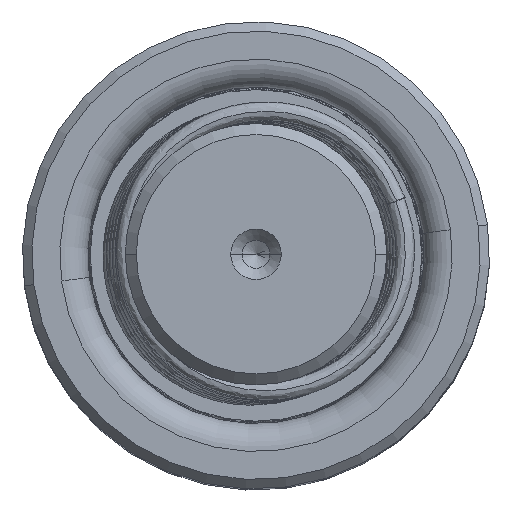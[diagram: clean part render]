
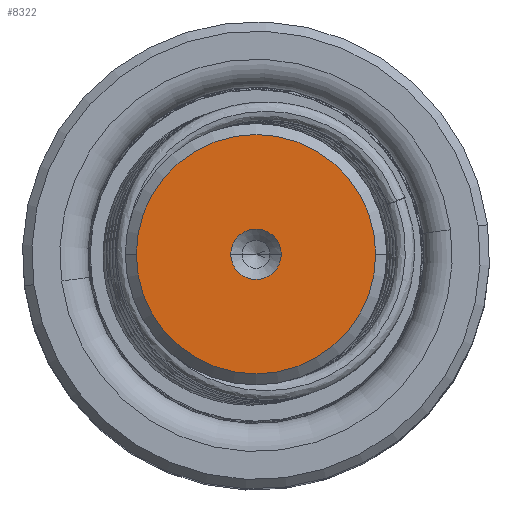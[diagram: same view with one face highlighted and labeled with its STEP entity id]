
A CAD part, top view. The second image highlights one B-rep face of the part: STEP entity #8322.
In plain terms, the highlighted planar face has unit normal (0, 0, 1).
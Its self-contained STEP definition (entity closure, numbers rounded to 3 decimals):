
#2180 = CIRCLE ( 'NONE', #36040, 2.7 ) ;
#2245 = CARTESIAN_POINT ( 'NONE',  ( 0., 0., 150. ) ) ;
#3032 = ORIENTED_EDGE ( 'NONE', *, *, #52763, .F. ) ;
#3037 = DIRECTION ( 'NONE',  ( 1., 0., 0. ) ) ;
#3198 = DIRECTION ( 'NONE',  ( 0., 0., 1. ) ) ;
#4305 = CARTESIAN_POINT ( 'NONE',  ( 0., 0., 150. ) ) ;
#4440 = CARTESIAN_POINT ( 'NONE',  ( 0., 0., 150. ) ) ;
#6868 = DIRECTION ( 'NONE',  ( 0., 0., 1. ) ) ;
#8322 = ADVANCED_FACE ( 'NONE', ( #12963, #16537 ), #8423, .T. ) ;
#8423 = PLANE ( 'NONE',  #32703 ) ;
#8627 = CARTESIAN_POINT ( 'NONE',  ( 0., 0., 150. ) ) ;
#9266 = CIRCLE ( 'NONE', #53882, 12.811 ) ;
#9580 = VERTEX_POINT ( 'NONE', #56539 ) ;
#12963 = FACE_BOUND ( 'NONE', #31727, .T. ) ;
#14577 = CIRCLE ( 'NONE', #39200, 12.811 ) ;
#15040 = VERTEX_POINT ( 'NONE', #36002 ) ;
#16537 = FACE_OUTER_BOUND ( 'NONE', #23698, .T. ) ;
#18115 = DIRECTION ( 'NONE',  ( 1., 0., 0. ) ) ;
#18591 = DIRECTION ( 'NONE',  ( 0., 0., 1. ) ) ;
#22010 = CIRCLE ( 'NONE', #35809, 2.7 ) ;
#22974 = DIRECTION ( 'NONE',  ( 0., 0., 1. ) ) ;
#23698 = EDGE_LOOP ( 'NONE', ( #48156, #25595 ) ) ;
#25351 = DIRECTION ( 'NONE',  ( 1., 0., 0. ) ) ;
#25595 = ORIENTED_EDGE ( 'NONE', *, *, #35730, .T. ) ;
#25742 = CARTESIAN_POINT ( 'NONE',  ( 0., 0., 150. ) ) ;
#26921 = EDGE_CURVE ( 'NONE', #44462, #41660, #2180, .T. ) ;
#29798 = DIRECTION ( 'NONE',  ( 0., 0., 1. ) ) ;
#31727 = EDGE_LOOP ( 'NONE', ( #37851, #3032 ) ) ;
#32697 = DIRECTION ( 'NONE',  ( 1., 0., 0. ) ) ;
#32703 = AXIS2_PLACEMENT_3D ( 'NONE', #8627, #3198, #40032 ) ;
#33072 = EDGE_CURVE ( 'NONE', #9580, #15040, #9266, .T. ) ;
#35730 = EDGE_CURVE ( 'NONE', #15040, #9580, #14577, .T. ) ;
#35809 = AXIS2_PLACEMENT_3D ( 'NONE', #2245, #6868, #3037 ) ;
#36002 = CARTESIAN_POINT ( 'NONE',  ( 12.811, 0., 150. ) ) ;
#36040 = AXIS2_PLACEMENT_3D ( 'NONE', #4305, #18591, #32697 ) ;
#37851 = ORIENTED_EDGE ( 'NONE', *, *, #26921, .F. ) ;
#39200 = AXIS2_PLACEMENT_3D ( 'NONE', #25742, #29798, #25351 ) ;
#40032 = DIRECTION ( 'NONE',  ( 1., 0., 0. ) ) ;
#41660 = VERTEX_POINT ( 'NONE', #47502 ) ;
#44462 = VERTEX_POINT ( 'NONE', #48390 ) ;
#47502 = CARTESIAN_POINT ( 'NONE',  ( -2.7, 0., 150. ) ) ;
#48156 = ORIENTED_EDGE ( 'NONE', *, *, #33072, .T. ) ;
#48390 = CARTESIAN_POINT ( 'NONE',  ( 2.7, 0., 150. ) ) ;
#52763 = EDGE_CURVE ( 'NONE', #41660, #44462, #22010, .T. ) ;
#53882 = AXIS2_PLACEMENT_3D ( 'NONE', #4440, #22974, #18115 ) ;
#56539 = CARTESIAN_POINT ( 'NONE',  ( -12.811, 0., 150. ) ) ;
